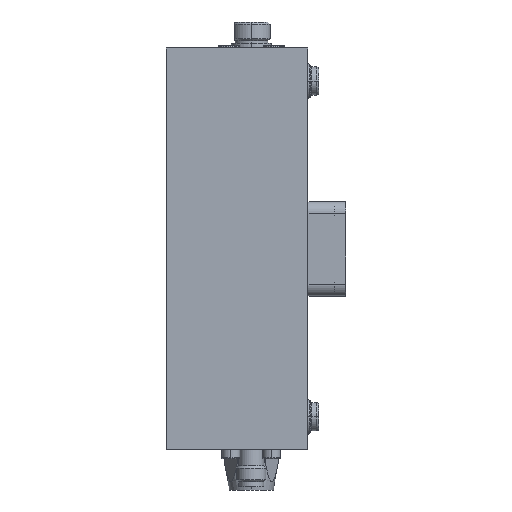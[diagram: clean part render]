
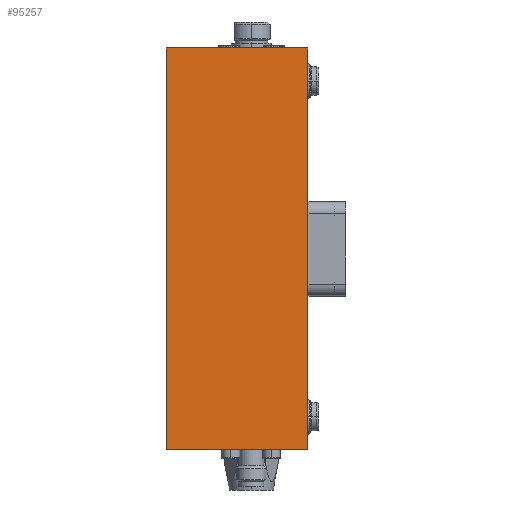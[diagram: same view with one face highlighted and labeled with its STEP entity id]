
A CAD part, left-side view. The second image highlights one B-rep face of the part: STEP entity #95257.
In plain terms, the highlighted planar face has unit normal (-1, 0, 0).
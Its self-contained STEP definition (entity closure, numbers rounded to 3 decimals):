
#3329 = VECTOR ( 'NONE', #88827, 1000. ) ;
#4676 = CARTESIAN_POINT ( 'NONE',  ( -38.495, 13.769, -42.458 ) ) ;
#6146 = DIRECTION ( 'NONE',  ( 0., 0., -1. ) ) ;
#16748 = CARTESIAN_POINT ( 'NONE',  ( -38.495, 13.769, -42.458 ) ) ;
#24773 = VERTEX_POINT ( 'NONE', #16748 ) ;
#37380 = VERTEX_POINT ( 'NONE', #43849 ) ;
#40168 = EDGE_LOOP ( 'NONE', ( #150157, #91659, #63168, #154207 ) ) ;
#41059 = DIRECTION ( 'NONE',  ( 0., 0., 1. ) ) ;
#42538 = CARTESIAN_POINT ( 'NONE',  ( -38.495, 13.769, 42.542 ) ) ;
#43849 = CARTESIAN_POINT ( 'NONE',  ( -38.495, -16.231, -42.458 ) ) ;
#52960 = DIRECTION ( 'NONE',  ( 0., 0., 1. ) ) ;
#53206 = EDGE_CURVE ( 'NONE', #37380, #93778, #136024, .T. ) ;
#53573 = CARTESIAN_POINT ( 'NONE',  ( -38.495, -16.231, 42.542 ) ) ;
#54269 = EDGE_CURVE ( 'NONE', #75529, #93778, #94079, .T. ) ;
#63168 = ORIENTED_EDGE ( 'NONE', *, *, #107401, .F. ) ;
#65080 = CARTESIAN_POINT ( 'NONE',  ( -38.495, -16.231, -42.458 ) ) ;
#72209 = VECTOR ( 'NONE', #52960, 1000. ) ;
#75529 = VERTEX_POINT ( 'NONE', #78416 ) ;
#77688 = PLANE ( 'NONE',  #140358 ) ;
#78196 = DIRECTION ( 'NONE',  ( 1., 0., 0. ) ) ;
#78416 = CARTESIAN_POINT ( 'NONE',  ( -38.495, 13.769, 42.542 ) ) ;
#80499 = VECTOR ( 'NONE', #41059, 1000. ) ;
#84284 = LINE ( 'NONE', #148664, #80499 ) ;
#88441 = FACE_OUTER_BOUND ( 'NONE', #40168, .T. ) ;
#88827 = DIRECTION ( 'NONE',  ( 0., -1., 0. ) ) ;
#91659 = ORIENTED_EDGE ( 'NONE', *, *, #54269, .F. ) ;
#93778 = VERTEX_POINT ( 'NONE', #53573 ) ;
#94079 = LINE ( 'NONE', #42538, #154083 ) ;
#95257 = ADVANCED_FACE ( 'NONE', ( #88441 ), #77688, .F. ) ;
#95526 = LINE ( 'NONE', #4676, #3329 ) ;
#102531 = DIRECTION ( 'NONE',  ( 0., -1., 0. ) ) ;
#107401 = EDGE_CURVE ( 'NONE', #24773, #75529, #84284, .T. ) ;
#134466 = EDGE_CURVE ( 'NONE', #24773, #37380, #95526, .T. ) ;
#136024 = LINE ( 'NONE', #65080, #72209 ) ;
#140358 = AXIS2_PLACEMENT_3D ( 'NONE', #150045, #78196, #6146 ) ;
#148664 = CARTESIAN_POINT ( 'NONE',  ( -38.495, 13.769, -42.458 ) ) ;
#150045 = CARTESIAN_POINT ( 'NONE',  ( -38.495, 13.769, -42.458 ) ) ;
#150157 = ORIENTED_EDGE ( 'NONE', *, *, #53206, .T. ) ;
#154083 = VECTOR ( 'NONE', #102531, 1000. ) ;
#154207 = ORIENTED_EDGE ( 'NONE', *, *, #134466, .T. ) ;
